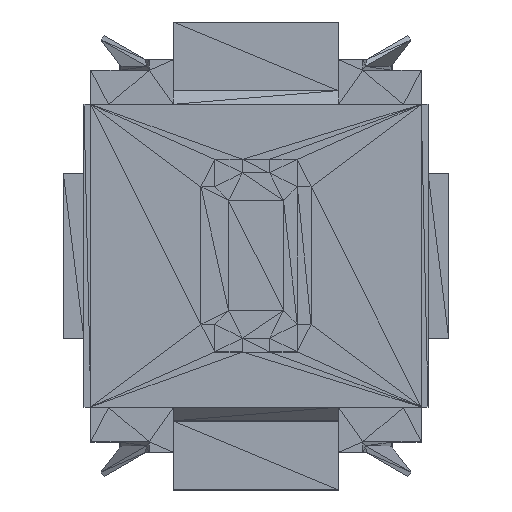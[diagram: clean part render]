
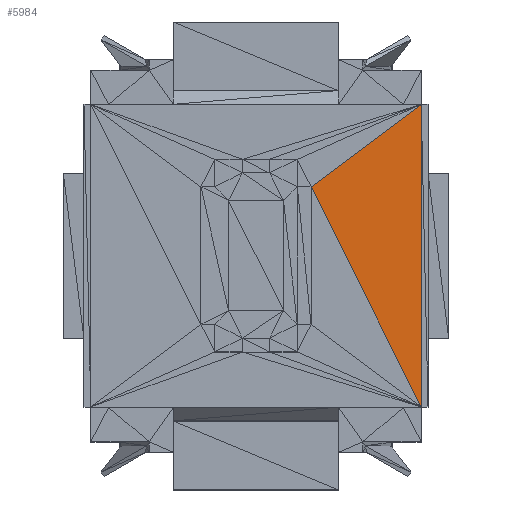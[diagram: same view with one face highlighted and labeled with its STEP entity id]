
A CAD part, top view. The second image highlights one B-rep face of the part: STEP entity #5984.
In plain terms, the highlighted planar face has unit normal (0, 0, 1).
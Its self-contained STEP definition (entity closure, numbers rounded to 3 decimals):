
#482=FACE_OUTER_BOUND('',#982,.T.);
#982=EDGE_LOOP('',(#4918,#4919,#4920));
#1391=LINE('',#9034,#2141);
#1723=LINE('',#9702,#2473);
#1734=LINE('',#9722,#2484);
#2141=VECTOR('',#7341,1.);
#2473=VECTOR('',#8157,1.);
#2484=VECTOR('',#8186,1.);
#2652=VERTEX_POINT('',#8906);
#2666=VERTEX_POINT('',#8968);
#2756=VERTEX_POINT('',#9621);
#3143=EDGE_CURVE('',#2666,#2652,#1391,.T.);
#3475=EDGE_CURVE('',#2756,#2666,#1723,.T.);
#3486=EDGE_CURVE('',#2756,#2652,#1734,.T.);
#4918=ORIENTED_EDGE('',*,*,#3486,.F.);
#4919=ORIENTED_EDGE('',*,*,#3475,.T.);
#4920=ORIENTED_EDGE('',*,*,#3143,.T.);
#5484=PLANE('',#6498);
#5984=ADVANCED_FACE('',(#482),#5484,.T.);
#6498=AXIS2_PLACEMENT_3D('',#9723,#8187,#8188);
#7341=DIRECTION('',(0.,1.,0.));
#8157=DIRECTION('',(0.447,-0.894,0.));
#8186=DIRECTION('',(0.8,0.6,0.));
#8187=DIRECTION('center_axis',(0.,0.,1.));
#8188=DIRECTION('ref_axis',(1.,0.,0.));
#8906=CARTESIAN_POINT('',(5.496,5.559,12.));
#8968=CARTESIAN_POINT('',(5.496,-5.441,12.));
#9034=CARTESIAN_POINT('',(5.496,-5.441,12.));
#9621=CARTESIAN_POINT('',(1.496,2.559,12.));
#9702=CARTESIAN_POINT('',(1.496,2.559,12.));
#9722=CARTESIAN_POINT('',(1.496,2.559,12.));
#9723=CARTESIAN_POINT('Origin',(5.496,-5.441,12.));
